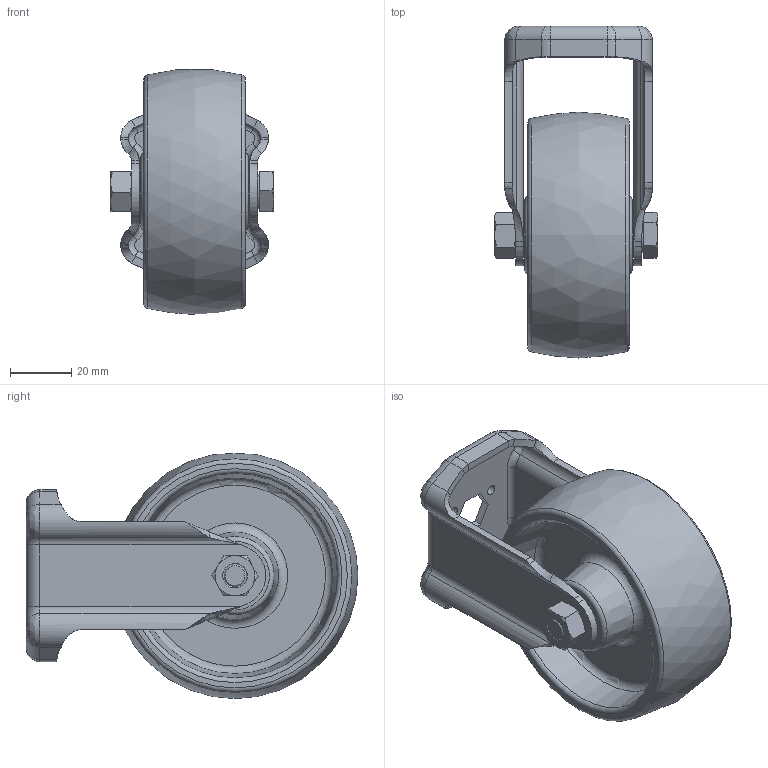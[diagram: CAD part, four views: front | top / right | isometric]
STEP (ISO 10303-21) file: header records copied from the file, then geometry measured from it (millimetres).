
FILE_DESCRIPTION(/* description */ ('KriTec_Bockrolle_D80_PA'),/* implementation_level */ '2;1');
FILE_NAME(/* name */ '13379_KriTec_Bockrolle_D80_PA.stp',/* time_stamp */ '2022-08-30T13:38:05+02:00',/* author */ ('Nell'),/* organization */ (''),/* preprocessor_version */ 'ST-DEVELOPER v17',/* originating_system */ 'Autodesk Inventor 2018',/* authorisation */ '');
FILE_SCHEMA (('AUTOMOTIVE_DESIGN { 1 0 10303 214 3 1 1 }'));
Length unit declared in the file: millimetre
Products named in the file (7): 13379; 13592; 13591_KriTec_Rad_D80_PA_schwarz; 22290; 22228; 22231; 17220
Assembly tree (6 placements, depth 3):
  13379
    13592
    13591_KriTec_Rad_D80_PA_schwarz
    22290
      22228
      22231
      17220
Bounding box: 53.3 x 108 x 79.78 mm (x, y, z)
Volume: 107217.4 mm3; surface area: 45585.6 mm2
Topology: 5 solids, 5 shells, 200 faces, 485 edges, 301 vertices
Faces by surface type: plane 60, cylinder 54, bspline 41, cone 27, torus 18
Full cylindrical faces by diameter (mm): 3.3 x3, 6.8 x1, 8 x2, 8.5 x2, 9 x1, 11.6 x1, 12 x1, 12.2 x1
Entity records: 8749 total; most frequent: CARTESIAN_POINT 3967, ORIENTED_EDGE 970, DIRECTION 937, EDGE_CURVE 485, AXIS2_PLACEMENT_3D 376, VERTEX_POINT 301, EDGE_LOOP 224, CIRCLE 204
